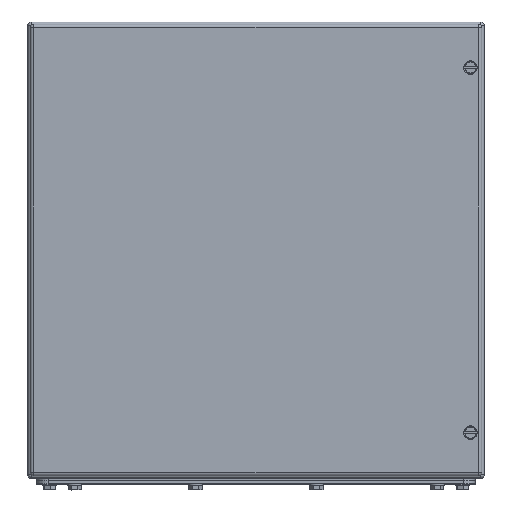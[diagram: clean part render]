
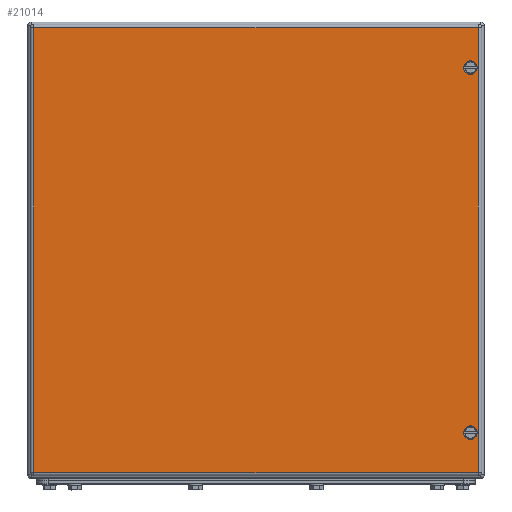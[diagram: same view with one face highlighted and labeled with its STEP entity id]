
A CAD part, top view. The second image highlights one B-rep face of the part: STEP entity #21014.
In plain terms, the highlighted planar face has unit normal (0, 0, 1).
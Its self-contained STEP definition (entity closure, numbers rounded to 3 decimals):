
#20956=AXIS2_PLACEMENT_3D('Plane Axis2P3D',#20953,#20954,#20955) ;
#20998=AXIS2_PLACEMENT_3D('Circle Axis2P3D',#20996,#20997,$) ;
#21007=AXIS2_PLACEMENT_3D('Circle Axis2P3D',#21005,#21006,$) ;
#20769=CARTESIAN_POINT('Vertex',(384.5,50.,200.)) ;
#20773=CARTESIAN_POINT('Control Point',(384.5,50.,200.)) ;
#20774=CARTESIAN_POINT('Control Point',(384.5,49.45,200.)) ;
#20775=CARTESIAN_POINT('Control Point',(384.608,48.9,200.)) ;
#20776=CARTESIAN_POINT('Control Point',(384.824,48.379,200.)) ;
#20777=CARTESIAN_POINT('Control Point',(385.449,47.449,200.)) ;
#20778=CARTESIAN_POINT('Control Point',(386.379,46.824,200.)) ;
#20779=CARTESIAN_POINT('Control Point',(386.9,46.608,200.)) ;
#20780=CARTESIAN_POINT('Control Point',(388.,46.392,200.)) ;
#20781=CARTESIAN_POINT('Control Point',(389.1,46.608,200.)) ;
#20782=CARTESIAN_POINT('Control Point',(389.621,46.824,200.)) ;
#20783=CARTESIAN_POINT('Control Point',(390.551,47.449,200.)) ;
#20784=CARTESIAN_POINT('Control Point',(391.176,48.379,200.)) ;
#20785=CARTESIAN_POINT('Control Point',(391.392,48.9,200.)) ;
#20786=CARTESIAN_POINT('Control Point',(391.5,49.45,200.)) ;
#20787=CARTESIAN_POINT('Control Point',(391.5,50.,200.)) ;
#20788=CARTESIAN_POINT('Vertex',(391.5,50.,200.)) ;
#20930=CARTESIAN_POINT('Control Point',(391.5,50.,200.)) ;
#20931=CARTESIAN_POINT('Control Point',(391.5,50.55,200.)) ;
#20932=CARTESIAN_POINT('Control Point',(391.392,51.1,200.)) ;
#20933=CARTESIAN_POINT('Control Point',(391.176,51.621,200.)) ;
#20934=CARTESIAN_POINT('Control Point',(390.551,52.551,200.)) ;
#20935=CARTESIAN_POINT('Control Point',(389.621,53.176,200.)) ;
#20936=CARTESIAN_POINT('Control Point',(389.1,53.392,200.)) ;
#20937=CARTESIAN_POINT('Control Point',(388.,53.608,200.)) ;
#20938=CARTESIAN_POINT('Control Point',(386.9,53.392,200.)) ;
#20939=CARTESIAN_POINT('Control Point',(386.379,53.176,200.)) ;
#20940=CARTESIAN_POINT('Control Point',(385.449,52.551,200.)) ;
#20941=CARTESIAN_POINT('Control Point',(384.824,51.621,200.)) ;
#20942=CARTESIAN_POINT('Control Point',(384.608,51.1,200.)) ;
#20943=CARTESIAN_POINT('Control Point',(384.5,50.55,200.)) ;
#20944=CARTESIAN_POINT('Control Point',(384.5,50.,200.)) ;
#20953=CARTESIAN_POINT('Axis2P3D Location',(200.,210.,200.)) ;
#20958=CARTESIAN_POINT('Line Origine',(395.,210.,200.)) ;
#20962=CARTESIAN_POINT('Vertex',(395.,15.,200.)) ;
#20964=CARTESIAN_POINT('Vertex',(395.,405.,200.)) ;
#20967=CARTESIAN_POINT('Line Origine',(200.,405.,200.)) ;
#20971=CARTESIAN_POINT('Vertex',(5.,405.,200.)) ;
#20974=CARTESIAN_POINT('Line Origine',(5.,210.,200.)) ;
#20978=CARTESIAN_POINT('Vertex',(5.,15.,200.)) ;
#20981=CARTESIAN_POINT('Line Origine',(200.,15.,200.)) ;
#20996=CARTESIAN_POINT('Axis2P3D Location',(388.,370.,200.)) ;
#21000=CARTESIAN_POINT('Vertex',(391.5,370.,200.)) ;
#21002=CARTESIAN_POINT('Vertex',(384.5,370.,200.)) ;
#21005=CARTESIAN_POINT('Axis2P3D Location',(388.,370.,200.)) ;
#20954=DIRECTION('Axis2P3D Direction',(0.,0.,1.)) ;
#20955=DIRECTION('Axis2P3D XDirection',(1.,0.,0.)) ;
#20959=DIRECTION('Vector Direction',(0.,1.,0.)) ;
#20968=DIRECTION('Vector Direction',(-1.,0.,0.)) ;
#20975=DIRECTION('Vector Direction',(0.,-1.,0.)) ;
#20982=DIRECTION('Vector Direction',(1.,0.,0.)) ;
#20997=DIRECTION('Axis2P3D Direction',(0.,0.,1.)) ;
#21006=DIRECTION('Axis2P3D Direction',(0.,0.,1.)) ;
#20960=VECTOR('Line Direction',#20959,1.) ;
#20969=VECTOR('Line Direction',#20968,1.) ;
#20976=VECTOR('Line Direction',#20975,1.) ;
#20983=VECTOR('Line Direction',#20982,1.) ;
#20987=ORIENTED_EDGE('',*,*,#20966,.T.) ;
#20988=ORIENTED_EDGE('',*,*,#20973,.T.) ;
#20989=ORIENTED_EDGE('',*,*,#20980,.T.) ;
#20990=ORIENTED_EDGE('',*,*,#20985,.T.) ;
#20993=ORIENTED_EDGE('',*,*,#20945,.F.) ;
#20994=ORIENTED_EDGE('',*,*,#20790,.F.) ;
#21011=ORIENTED_EDGE('',*,*,#21004,.F.) ;
#21012=ORIENTED_EDGE('',*,*,#21009,.F.) ;
#20995=FACE_BOUND('',#20992,.T.) ;
#21013=FACE_BOUND('',#21010,.T.) ;
#21014=ADVANCED_FACE('76192_ZUB_DE_HS_KEBI_400x400-1/76192_DE_HS_KEBI_400x400-1-solid1',(#20991,#20995,#21013),#20957,.T.) ;
#20772=B_SPLINE_CURVE_WITH_KNOTS('',5,(#20773,#20774,#20775,#20776,#20777,#20778,#20779,#20780,#20781,#20782,#20783,#20784,#20785,#20786,#20787),.UNSPECIFIED.,.F.,.U.,(6,3,3,3,6),(-5.498,-2.749,0.,2.749,5.498),.UNSPECIFIED.) ;
#20929=B_SPLINE_CURVE_WITH_KNOTS('',5,(#20930,#20931,#20932,#20933,#20934,#20935,#20936,#20937,#20938,#20939,#20940,#20941,#20942,#20943,#20944),.UNSPECIFIED.,.F.,.U.,(6,3,3,3,6),(-5.498,-2.749,0.,2.749,5.498),.UNSPECIFIED.) ;
#20999=CIRCLE('generated circle',#20998,3.5) ;
#21008=CIRCLE('generated circle',#21007,3.5) ;
#20790=EDGE_CURVE('',#20770,#20789,#20772,.T.) ;
#20945=EDGE_CURVE('',#20789,#20770,#20929,.T.) ;
#20966=EDGE_CURVE('',#20963,#20965,#20961,.T.) ;
#20973=EDGE_CURVE('',#20965,#20972,#20970,.T.) ;
#20980=EDGE_CURVE('',#20972,#20979,#20977,.T.) ;
#20985=EDGE_CURVE('',#20979,#20963,#20984,.T.) ;
#21004=EDGE_CURVE('',#21001,#21003,#20999,.T.) ;
#21009=EDGE_CURVE('',#21003,#21001,#21008,.T.) ;
#20986=EDGE_LOOP('',(#20987,#20988,#20989,#20990)) ;
#20992=EDGE_LOOP('',(#20993,#20994)) ;
#21010=EDGE_LOOP('',(#21011,#21012)) ;
#20991=FACE_OUTER_BOUND('',#20986,.T.) ;
#20961=LINE('Line',#20958,#20960) ;
#20970=LINE('Line',#20967,#20969) ;
#20977=LINE('Line',#20974,#20976) ;
#20984=LINE('Line',#20981,#20983) ;
#20957=PLANE('',#20956) ;
#20770=VERTEX_POINT('',#20769) ;
#20789=VERTEX_POINT('',#20788) ;
#20963=VERTEX_POINT('',#20962) ;
#20965=VERTEX_POINT('',#20964) ;
#20972=VERTEX_POINT('',#20971) ;
#20979=VERTEX_POINT('',#20978) ;
#21001=VERTEX_POINT('',#21000) ;
#21003=VERTEX_POINT('',#21002) ;
